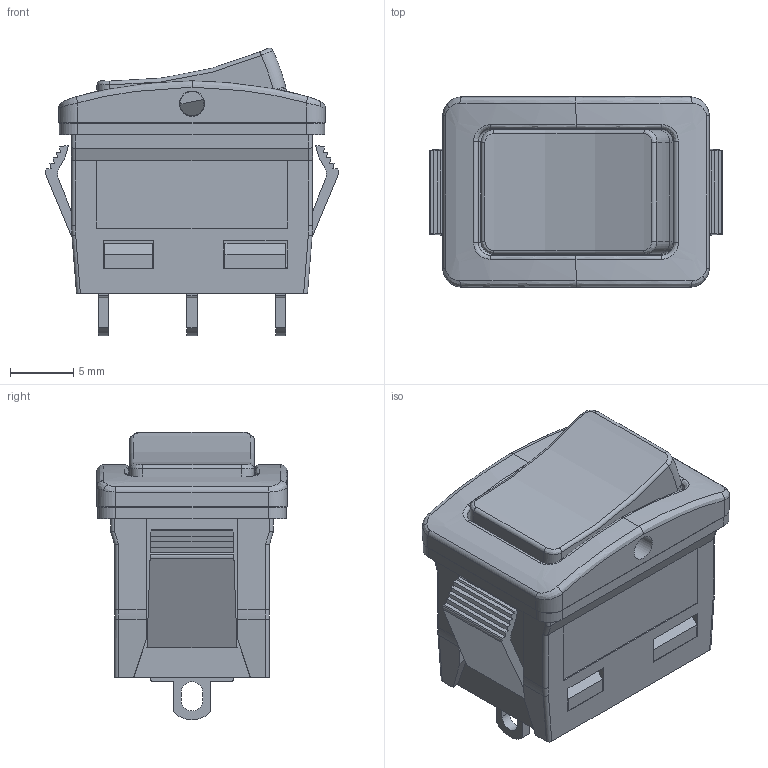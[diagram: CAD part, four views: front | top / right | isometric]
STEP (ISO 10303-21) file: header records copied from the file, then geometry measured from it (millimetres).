
FILE_DESCRIPTION(/* description */ ('RCA1913S2ABLKBLKNN'),/* implementation_level */ '2;1');
FILE_NAME(/* name */ 'RCA1913S2AxxxxxxNN.stp',/* time_stamp */ '2025-03-19T10:46:02-05:00',/* author */ ('mwilliams'),/* organization */ (''),/* preprocessor_version */ 'ST-DEVELOPER v18.1',/* originating_system */ 'Autodesk Inventor 2022',/* authorisation */ '');
FILE_SCHEMA (('AUTOMOTIVE_DESIGN { 1 0 10303 214 3 1 1 }'));
Length unit declared in the file: millimetre
Products named in the file (5): 100129744; 100129735; 100129736; 100129605; 100129746
Assembly tree (6 placements, depth 2):
  100129744
    100129735
    100129736
    100129605
    100129746  x3
Bounding box: 23.13 x 15 x 22.68 mm (x, y, z)
Volume: 2228.7 mm3; surface area: 4425.8 mm2
Topology: 6 solids, 6 shells, 671 faces, 1841 edges, 1188 vertices
Faces by surface type: plane 440, cylinder 128, bspline 77, torus 26
Full cylindrical faces by diameter (mm): 2 x2, 3 x2
Entity records: 22517 total; most frequent: CARTESIAN_POINT 6263, ORIENTED_EDGE 3370, DIRECTION 3043, EDGE_CURVE 1685, LINE 1263, VECTOR 1263, VERTEX_POINT 1084, AXIS2_PLACEMENT_3D 890
